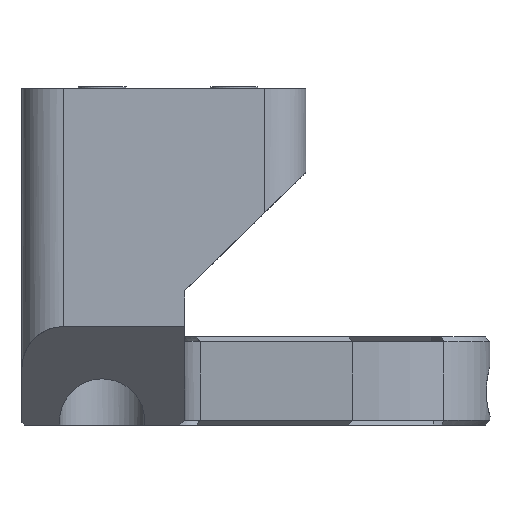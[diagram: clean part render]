
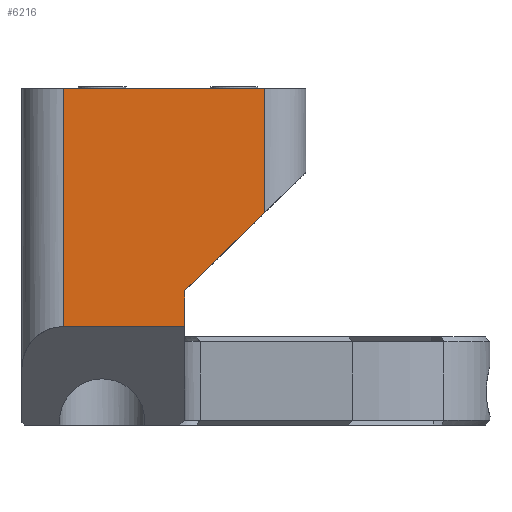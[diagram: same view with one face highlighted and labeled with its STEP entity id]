
A CAD part, left-side view. The second image highlights one B-rep face of the part: STEP entity #6216.
In plain terms, the highlighted planar face has unit normal (-1, 0, 0).
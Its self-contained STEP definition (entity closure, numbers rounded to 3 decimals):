
#6216 = ADVANCED_FACE('',(#6217),#6230,.F.);
#6217 = FACE_BOUND('',#6218,.T.);
#6218 = EDGE_LOOP('',(#6219,#6240,#6254,#6268,#6282,#6296));
#6219 = ORIENTED_EDGE('',*,*,#6220,.F.);
#6220 = EDGE_CURVE('',#6221,#6223,#6225,.T.);
#6221 = VERTEX_POINT('',#6222);
#6222 = CARTESIAN_POINT('',(-58.05,174.088,
    30.822));
#6223 = VERTEX_POINT('',#6224);
#6224 = CARTESIAN_POINT('',(-58.05,183.838,
    21.317));
#6225 = SURFACE_CURVE('',#6226,(#6229),.PCURVE_S1.);
#6226 = B_SPLINE_CURVE_WITH_KNOTS('',1,(#6227,#6228),.UNSPECIFIED.,.F.,
  .F.,(2,2),(11.227,24.844),.PIECEWISE_BEZIER_KNOTS.);
#6227 = CARTESIAN_POINT('',(-58.05,174.088,
    30.822));
#6228 = CARTESIAN_POINT('',(-58.05,183.838,
    21.317));
#6229 = PCURVE('',#6230,#6235);
#6230 = PLANE('',#6231);
#6231 = AXIS2_PLACEMENT_3D('',#6232,#6233,#6234);
#6232 = CARTESIAN_POINT('',(-58.05,212.895,
    62.542));
#6233 = DIRECTION('',(1.,0.,0.));
#6234 = DIRECTION('',(0.,0.,-1.));
#6235 = DEFINITIONAL_REPRESENTATION('',(#6236),#6239);
#6236 = B_SPLINE_CURVE_WITH_KNOTS('',1,(#6237,#6238),.UNSPECIFIED.,.F.,
  .F.,(2,2),(11.227,24.844),.PIECEWISE_BEZIER_KNOTS.);
#6237 = CARTESIAN_POINT('',(31.72,-38.807));
#6238 = CARTESIAN_POINT('',(41.225,-29.057));
#6239 = ( GEOMETRIC_REPRESENTATION_CONTEXT(2) 
PARAMETRIC_REPRESENTATION_CONTEXT() REPRESENTATION_CONTEXT('2D SPACE',''
  ) );
#6240 = ORIENTED_EDGE('',*,*,#6241,.T.);
#6241 = EDGE_CURVE('',#6221,#6242,#6244,.T.);
#6242 = VERTEX_POINT('',#6243);
#6243 = CARTESIAN_POINT('',(-58.05,174.088,
    45.898));
#6244 = SURFACE_CURVE('',#6245,(#6248),.PCURVE_S1.);
#6245 = B_SPLINE_CURVE_WITH_KNOTS('',1,(#6246,#6247),.UNSPECIFIED.,.F.,
  .F.,(2,2),(8.322,23.399),.PIECEWISE_BEZIER_KNOTS.);
#6246 = CARTESIAN_POINT('',(-58.05,174.088,
    30.822));
#6247 = CARTESIAN_POINT('',(-58.05,174.088,
    45.898));
#6248 = PCURVE('',#6230,#6249);
#6249 = DEFINITIONAL_REPRESENTATION('',(#6250),#6253);
#6250 = B_SPLINE_CURVE_WITH_KNOTS('',1,(#6251,#6252),.UNSPECIFIED.,.F.,
  .F.,(2,2),(8.322,23.399),.PIECEWISE_BEZIER_KNOTS.);
#6251 = CARTESIAN_POINT('',(31.72,-38.807));
#6252 = CARTESIAN_POINT('',(16.644,-38.807));
#6253 = ( GEOMETRIC_REPRESENTATION_CONTEXT(2) 
PARAMETRIC_REPRESENTATION_CONTEXT() REPRESENTATION_CONTEXT('2D SPACE',''
  ) );
#6254 = ORIENTED_EDGE('',*,*,#6255,.T.);
#6255 = EDGE_CURVE('',#6242,#6256,#6258,.T.);
#6256 = VERTEX_POINT('',#6257);
#6257 = CARTESIAN_POINT('',(-58.05,198.588,
    45.898));
#6258 = SURFACE_CURVE('',#6259,(#6262),.PCURVE_S1.);
#6259 = B_SPLINE_CURVE_WITH_KNOTS('',1,(#6260,#6261),.UNSPECIFIED.,.F.,
  .F.,(2,2),(-92.141,-67.64),.PIECEWISE_BEZIER_KNOTS.);
#6260 = CARTESIAN_POINT('',(-58.05,174.088,
    45.898));
#6261 = CARTESIAN_POINT('',(-58.05,198.588,
    45.898));
#6262 = PCURVE('',#6230,#6263);
#6263 = DEFINITIONAL_REPRESENTATION('',(#6264),#6267);
#6264 = B_SPLINE_CURVE_WITH_KNOTS('',1,(#6265,#6266),.UNSPECIFIED.,.F.,
  .F.,(2,2),(-92.141,-67.64),.PIECEWISE_BEZIER_KNOTS.);
#6265 = CARTESIAN_POINT('',(16.644,-38.807));
#6266 = CARTESIAN_POINT('',(16.644,-14.307));
#6267 = ( GEOMETRIC_REPRESENTATION_CONTEXT(2) 
PARAMETRIC_REPRESENTATION_CONTEXT() REPRESENTATION_CONTEXT('2D SPACE',''
  ) );
#6268 = ORIENTED_EDGE('',*,*,#6269,.T.);
#6269 = EDGE_CURVE('',#6256,#6270,#6272,.T.);
#6270 = VERTEX_POINT('',#6271);
#6271 = CARTESIAN_POINT('',(-58.05,198.588,
    16.956));
#6272 = SURFACE_CURVE('',#6273,(#6276),.PCURVE_S1.);
#6273 = B_SPLINE_CURVE_WITH_KNOTS('',1,(#6274,#6275),.UNSPECIFIED.,.F.,
  .F.,(2,2),(-25.989,2.953),.PIECEWISE_BEZIER_KNOTS.);
#6274 = CARTESIAN_POINT('',(-58.05,198.588,
    45.898));
#6275 = CARTESIAN_POINT('',(-58.05,198.588,
    16.956));
#6276 = PCURVE('',#6230,#6277);
#6277 = DEFINITIONAL_REPRESENTATION('',(#6278),#6281);
#6278 = B_SPLINE_CURVE_WITH_KNOTS('',1,(#6279,#6280),.UNSPECIFIED.,.F.,
  .F.,(2,2),(-25.989,2.953),.PIECEWISE_BEZIER_KNOTS.);
#6279 = CARTESIAN_POINT('',(16.644,-14.307));
#6280 = CARTESIAN_POINT('',(45.585,-14.307));
#6281 = ( GEOMETRIC_REPRESENTATION_CONTEXT(2) 
PARAMETRIC_REPRESENTATION_CONTEXT() REPRESENTATION_CONTEXT('2D SPACE',''
  ) );
#6282 = ORIENTED_EDGE('',*,*,#6283,.T.);
#6283 = EDGE_CURVE('',#6270,#6284,#6286,.T.);
#6284 = VERTEX_POINT('',#6285);
#6285 = CARTESIAN_POINT('',(-58.05,183.838,
    16.956));
#6286 = SURFACE_CURVE('',#6287,(#6290),.PCURVE_S1.);
#6287 = B_SPLINE_CURVE_WITH_KNOTS('',1,(#6288,#6289),.UNSPECIFIED.,.F.,
  .F.,(2,2),(9.778,24.528),.PIECEWISE_BEZIER_KNOTS.);
#6288 = CARTESIAN_POINT('',(-58.05,198.588,
    16.956));
#6289 = CARTESIAN_POINT('',(-58.05,183.838,
    16.956));
#6290 = PCURVE('',#6230,#6291);
#6291 = DEFINITIONAL_REPRESENTATION('',(#6292),#6295);
#6292 = B_SPLINE_CURVE_WITH_KNOTS('',1,(#6293,#6294),.UNSPECIFIED.,.F.,
  .F.,(2,2),(9.778,24.528),.PIECEWISE_BEZIER_KNOTS.);
#6293 = CARTESIAN_POINT('',(45.585,-14.307));
#6294 = CARTESIAN_POINT('',(45.585,-29.057));
#6295 = ( GEOMETRIC_REPRESENTATION_CONTEXT(2) 
PARAMETRIC_REPRESENTATION_CONTEXT() REPRESENTATION_CONTEXT('2D SPACE',''
  ) );
#6296 = ORIENTED_EDGE('',*,*,#6297,.T.);
#6297 = EDGE_CURVE('',#6284,#6223,#6298,.T.);
#6298 = SURFACE_CURVE('',#6299,(#6302),.PCURVE_S1.);
#6299 = B_SPLINE_CURVE_WITH_KNOTS('',1,(#6300,#6301),.UNSPECIFIED.,.F.,
  .F.,(2,2),(-37.264,-32.903),.PIECEWISE_BEZIER_KNOTS.);
#6300 = CARTESIAN_POINT('',(-58.05,183.838,
    16.956));
#6301 = CARTESIAN_POINT('',(-58.05,183.838,
    21.317));
#6302 = PCURVE('',#6230,#6303);
#6303 = DEFINITIONAL_REPRESENTATION('',(#6304),#6307);
#6304 = B_SPLINE_CURVE_WITH_KNOTS('',1,(#6305,#6306),.UNSPECIFIED.,.F.,
  .F.,(2,2),(-37.264,-32.903),.PIECEWISE_BEZIER_KNOTS.);
#6305 = CARTESIAN_POINT('',(45.585,-29.057));
#6306 = CARTESIAN_POINT('',(41.225,-29.057));
#6307 = ( GEOMETRIC_REPRESENTATION_CONTEXT(2) 
PARAMETRIC_REPRESENTATION_CONTEXT() REPRESENTATION_CONTEXT('2D SPACE',''
  ) );
